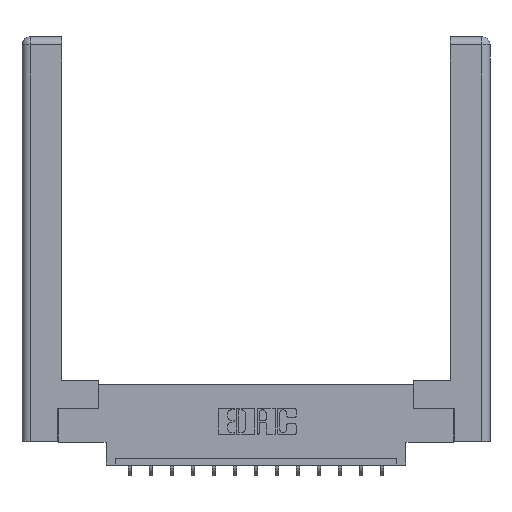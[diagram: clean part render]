
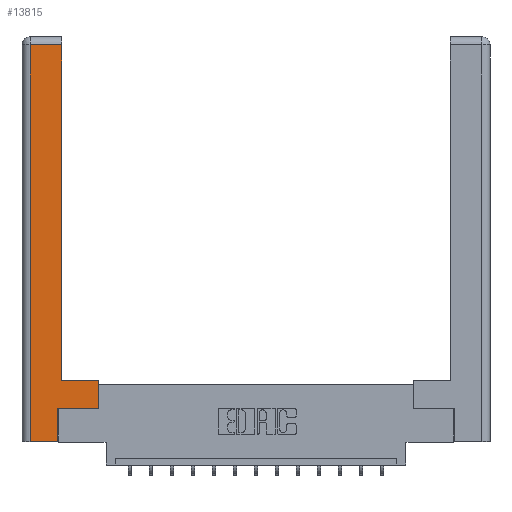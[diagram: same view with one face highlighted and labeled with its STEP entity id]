
A CAD part, top view. The second image highlights one B-rep face of the part: STEP entity #13815.
In plain terms, the highlighted planar face has unit normal (0, 0, 1).
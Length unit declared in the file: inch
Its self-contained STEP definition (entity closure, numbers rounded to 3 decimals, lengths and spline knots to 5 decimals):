
#2 = DIRECTION ( 'NONE',  ( -1., 0., 0. ) ) ;
#319 = DIRECTION ( 'NONE',  ( 0., 1., 0. ) ) ;
#387 = CARTESIAN_POINT ( 'NONE',  ( 0., 0., 0. ) ) ;
#438 = PLANE ( 'NONE',  #1486 ) ;
#471 = VERTEX_POINT ( 'NONE', #6151 ) ;
#609 = EDGE_CURVE ( 'NONE', #5257, #9979, #10430, .T. ) ;
#843 = ORIENTED_EDGE ( 'NONE', *, *, #6663, .T. ) ;
#1254 = VECTOR ( 'NONE', #11954, 39.37008 ) ;
#1486 = AXIS2_PLACEMENT_3D ( 'NONE', #387, #10336, #5322 ) ;
#2609 = DIRECTION ( 'NONE',  ( 1., 0., 0. ) ) ;
#2811 = VECTOR ( 'NONE', #16195, 39.37008 ) ;
#3122 = ORIENTED_EDGE ( 'NONE', *, *, #9937, .T. ) ;
#3205 = CARTESIAN_POINT ( 'NONE',  ( 0.295, 3., 0. ) ) ;
#3582 = VERTEX_POINT ( 'NONE', #10394 ) ;
#3871 = DIRECTION ( 'NONE',  ( -1., 0., 0. ) ) ;
#4589 = EDGE_CURVE ( 'NONE', #8621, #471, #11897, .T. ) ;
#4693 = FACE_OUTER_BOUND ( 'NONE', #11252, .T. ) ;
#4933 = CARTESIAN_POINT ( 'NONE',  ( 0.565, 0.45, 0. ) ) ;
#5257 = VERTEX_POINT ( 'NONE', #13606 ) ;
#5322 = DIRECTION ( 'NONE',  ( -1., 0., 0. ) ) ;
#5800 = ORIENTED_EDGE ( 'NONE', *, *, #11914, .T. ) ;
#5854 = DIRECTION ( 'NONE',  ( 0., 1., 0. ) ) ;
#5855 = LINE ( 'NONE', #6577, #2811 ) ;
#5948 = VECTOR ( 'NONE', #319, 39.37008 ) ;
#6151 = CARTESIAN_POINT ( 'NONE',  ( 0.265, 0.245, 0. ) ) ;
#6194 = CARTESIAN_POINT ( 'NONE',  ( 0.295, 0.45, 0. ) ) ;
#6426 = ORIENTED_EDGE ( 'NONE', *, *, #7183, .T. ) ;
#6577 = CARTESIAN_POINT ( 'NONE',  ( 0.0615, 0., 0. ) ) ;
#6633 = EDGE_CURVE ( 'NONE', #12976, #3582, #7540, .T. ) ;
#6663 = EDGE_CURVE ( 'NONE', #14186, #10983, #5855, .T. ) ;
#7005 = CARTESIAN_POINT ( 'NONE',  ( 0.565, 0.245, 0. ) ) ;
#7183 = EDGE_CURVE ( 'NONE', #10983, #8621, #9962, .T. ) ;
#7513 = CARTESIAN_POINT ( 'NONE',  ( 0.265, 0., 0. ) ) ;
#7540 = LINE ( 'NONE', #4933, #5948 ) ;
#7625 = CARTESIAN_POINT ( 'NONE',  ( 0.265, 0., 0. ) ) ;
#8328 = VECTOR ( 'NONE', #2, 39.37008 ) ;
#8487 = CARTESIAN_POINT ( 'NONE',  ( 0.565, 0.245, 0. ) ) ;
#8621 = VERTEX_POINT ( 'NONE', #7513 ) ;
#8944 = CARTESIAN_POINT ( 'NONE',  ( 0.295, 2.94, 0. ) ) ;
#9005 = CARTESIAN_POINT ( 'NONE',  ( 0.0615, 2.94, 0. ) ) ;
#9904 = ORIENTED_EDGE ( 'NONE', *, *, #4589, .T. ) ;
#9937 = EDGE_CURVE ( 'NONE', #3582, #5257, #15775, .T. ) ;
#9962 = LINE ( 'NONE', #7625, #13889 ) ;
#9979 = VERTEX_POINT ( 'NONE', #8944 ) ;
#10336 = DIRECTION ( 'NONE',  ( 0., 0., -1. ) ) ;
#10394 = CARTESIAN_POINT ( 'NONE',  ( 0.565, 0.45, 0. ) ) ;
#10423 = CARTESIAN_POINT ( 'NONE',  ( 0.265, 0.245, 0. ) ) ;
#10430 = LINE ( 'NONE', #3205, #13388 ) ;
#10776 = ORIENTED_EDGE ( 'NONE', *, *, #12244, .T. ) ;
#10887 = CARTESIAN_POINT ( 'NONE',  ( 0.0615, 0., 0. ) ) ;
#10983 = VERTEX_POINT ( 'NONE', #10887 ) ;
#11252 = EDGE_LOOP ( 'NONE', ( #11285, #5800, #843, #6426, #9904, #10776, #11375, #3122 ) ) ;
#11285 = ORIENTED_EDGE ( 'NONE', *, *, #609, .T. ) ;
#11375 = ORIENTED_EDGE ( 'NONE', *, *, #6633, .T. ) ;
#11409 = CARTESIAN_POINT ( 'NONE',  ( 0.0615, 2.94, 0. ) ) ;
#11897 = LINE ( 'NONE', #10423, #1254 ) ;
#11914 = EDGE_CURVE ( 'NONE', #9979, #14186, #14743, .T. ) ;
#11954 = DIRECTION ( 'NONE',  ( 0., 1., 0. ) ) ;
#12244 = EDGE_CURVE ( 'NONE', #471, #12976, #15490, .T. ) ;
#12976 = VERTEX_POINT ( 'NONE', #8487 ) ;
#13388 = VECTOR ( 'NONE', #5854, 39.37008 ) ;
#13606 = CARTESIAN_POINT ( 'NONE',  ( 0.295, 0.45, 0. ) ) ;
#13815 = ADVANCED_FACE ( 'NONE', ( #4693 ), #438, .F. ) ;
#13889 = VECTOR ( 'NONE', #2609, 39.37008 ) ;
#14186 = VERTEX_POINT ( 'NONE', #9005 ) ;
#14726 = VECTOR ( 'NONE', #15792, 39.37008 ) ;
#14743 = LINE ( 'NONE', #11409, #16087 ) ;
#15490 = LINE ( 'NONE', #7005, #14726 ) ;
#15775 = LINE ( 'NONE', #6194, #8328 ) ;
#15792 = DIRECTION ( 'NONE',  ( 1., 0., 0. ) ) ;
#16087 = VECTOR ( 'NONE', #3871, 39.37008 ) ;
#16195 = DIRECTION ( 'NONE',  ( 0., -1., 0. ) ) ;
